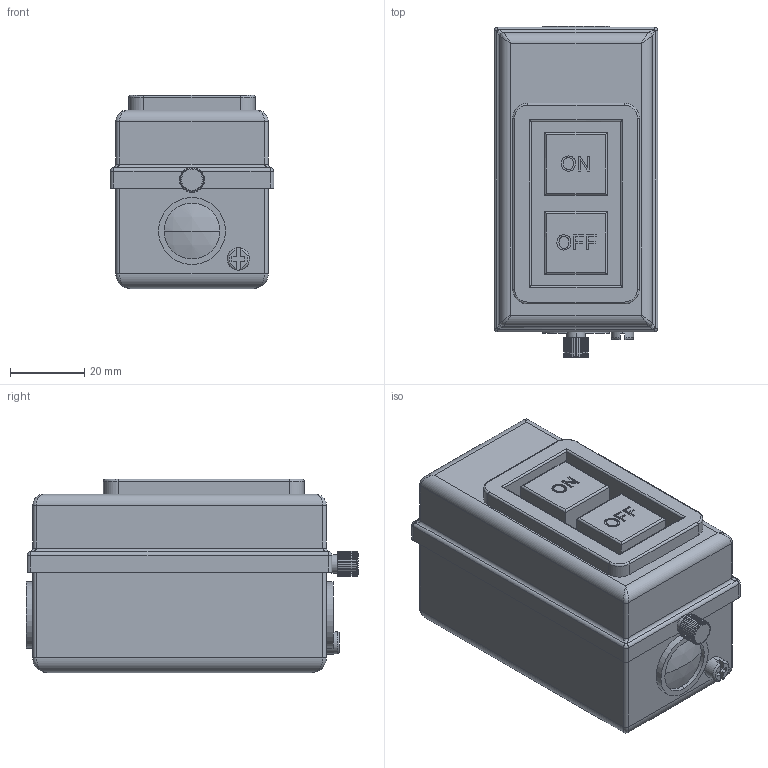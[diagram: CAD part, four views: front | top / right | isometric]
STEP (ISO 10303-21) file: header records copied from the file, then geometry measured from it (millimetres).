
FILE_DESCRIPTION (( 'STEP AP203' ), '1' );
FILE_NAME ('Âûêëþ÷àòåëü êíîïî÷íûé ñ áëîêèðîâêîé VKI-211 6A 3p IP40.STEP', '2018-09-04T06:03:22', ( '' ), ( '' ), 'SwSTEP 2.0', 'SolidWorks 2017', '' );
FILE_SCHEMA (( 'CONFIG_CONTROL_DESIGN' ));
Length unit declared in the file: millimetre
Products named in the file (1): Âûêëþ÷àòåëü êíîïî÷íûé ñ áëîêèðîâêîé VKI-211 6A 3p IP40
Bounding box: 44 x 89.3 x 52 mm (x, y, z)
Volume: 159666.2 mm3; surface area: 21904.9 mm2
Topology: 1 solids, 1 shells, 291 faces, 748 edges, 467 vertices
Faces by surface type: plane 138, cylinder 109, bspline 28, sphere 8, torus 8
Entity records: 10640 total; most frequent: CARTESIAN_POINT 3759, ORIENTED_EDGE 1472, DIRECTION 1349, EDGE_CURVE 736, VERTEX_POINT 467, AXIS2_PLACEMENT_3D 465, LINE 419, VECTOR 419
